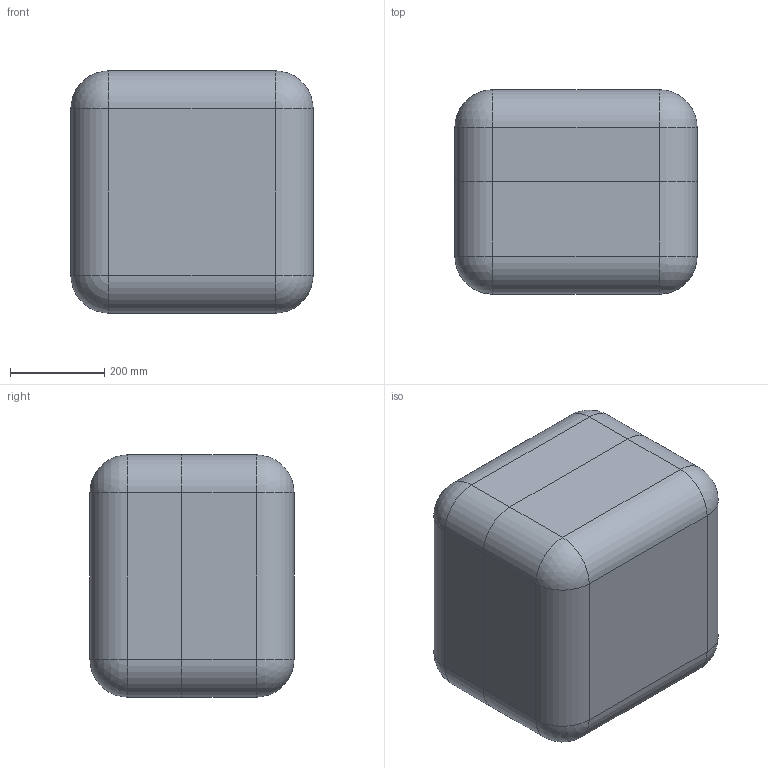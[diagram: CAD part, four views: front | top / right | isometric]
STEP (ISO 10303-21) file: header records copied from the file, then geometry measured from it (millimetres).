
FILE_DESCRIPTION (( 'STEP AP214' ), '1' );
FILE_NAME ('Êîíòåéíåð ÀÄÌÈÐÀË®ÏÐÎÔÅÑÑÈÎÍÀË 017_óïðîùåííàÿ 3D-ìîäåëü.STEP', '2025-08-19T13:58:21', ( '' ), ( '' ), 'SwSTEP 2.0', 'SolidWorks 2021', '' );
FILE_SCHEMA (( 'AUTOMOTIVE_DESIGN' ));
Length unit declared in the file: millimetre
Products named in the file (3): Lid 17 óïð; Êîíòåéíåð ÀÄÌÈÐÀË®ÏÐÎÔÅÑÑÈÎÍÀË 017_óïðîùåííàÿ 3D-ìîäåëü; Base 17 óïð
Assembly tree (2 placements, depth 2):
  Êîíòåéíåð ÀÄÌÈÐÀË®ÏÐÎÔÅÑÑÈÎÍÀË 017_óïðîùåííàÿ 3D-ìîäåëü
    Base 17 óïð
    Lid 17 óïð
Bounding box: 513.39 x 432.65 x 513.39 mm (x, y, z)
Volume: 54805962.7 mm3; surface area: 2760258.1 mm2
Topology: 2 solids, 2 shells, 898 faces, 2186 edges, 1244 vertices
Faces by surface type: cylinder 348, plane 190, bspline 176, torus 132, cone 28, sphere 24
Entity records: 32686 total; most frequent: CARTESIAN_POINT 12911, ORIENTED_EDGE 4260, DIRECTION 4084, EDGE_CURVE 2130, AXIS2_PLACEMENT_3D 1619, VERTEX_POINT 1244, EDGE_LOOP 908, ADVANCED_FACE 898
